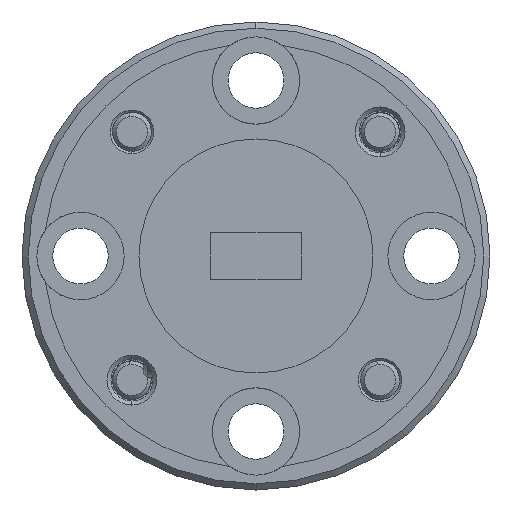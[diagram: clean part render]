
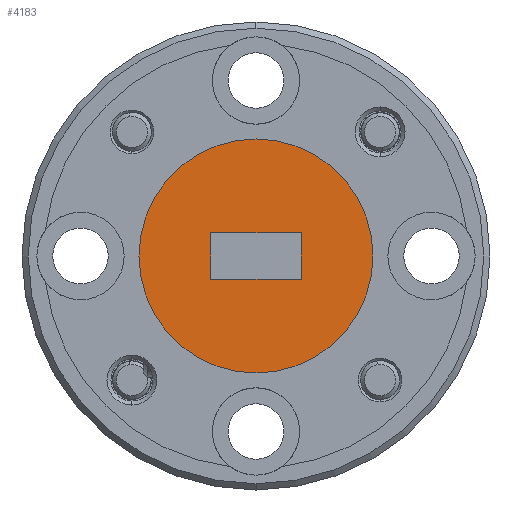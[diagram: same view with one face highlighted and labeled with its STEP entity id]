
A CAD part, left-side view. The second image highlights one B-rep face of the part: STEP entity #4183.
In plain terms, the highlighted planar face has unit normal (-1, 0, 0).
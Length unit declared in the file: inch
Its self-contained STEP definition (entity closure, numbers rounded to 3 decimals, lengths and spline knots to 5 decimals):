
#25 = EDGE_CURVE ( 'NONE', #5001, #3940, #2284, .T. ) ;
#161 = DIRECTION ( 'NONE',  ( -1., 0., 0. ) ) ;
#203 = VECTOR ( 'NONE', #10384, 39.37008 ) ;
#320 = VERTEX_POINT ( 'NONE', #10353 ) ;
#747 = LINE ( 'NONE', #799, #203 ) ;
#799 = CARTESIAN_POINT ( 'NONE',  ( 0.10253, 0.36142, 0.78087 ) ) ;
#1121 = CARTESIAN_POINT ( 'NONE',  ( 0.10253, 0.66392, 1.19287 ) ) ;
#1259 = CARTESIAN_POINT ( 'NONE',  ( 0.10253, 0.28892, 0.81787 ) ) ;
#1469 = ORIENTED_EDGE ( 'NONE', *, *, #3202, .T. ) ;
#1523 = ORIENTED_EDGE ( 'NONE', *, *, #5895, .T. ) ;
#1594 = CIRCLE ( 'NONE', #8881, 0.1875 ) ;
#1600 = VERTEX_POINT ( 'NONE', #8411 ) ;
#1641 = DIRECTION ( 'NONE',  ( 0., 0., -1. ) ) ;
#1703 = EDGE_CURVE ( 'NONE', #3940, #5001, #1594, .T. ) ;
#2059 = PLANE ( 'NONE',  #3214 ) ;
#2284 = CIRCLE ( 'NONE', #10407, 0.1875 ) ;
#2302 = CARTESIAN_POINT ( 'NONE',  ( 0.10253, 0.36142, 0.85487 ) ) ;
#2431 = CARTESIAN_POINT ( 'NONE',  ( 0.10253, 0.36142, 0.78087 ) ) ;
#3103 = DIRECTION ( 'NONE',  ( 0., -1., 0. ) ) ;
#3202 = EDGE_CURVE ( 'NONE', #1600, #8171, #8093, .T. ) ;
#3214 = AXIS2_PLACEMENT_3D ( 'NONE', #1121, #10116, #8467 ) ;
#3437 = VECTOR ( 'NONE', #1641, 39.37008 ) ;
#3592 = DIRECTION ( 'NONE',  ( -1., 0., 0. ) ) ;
#3622 = CARTESIAN_POINT ( 'NONE',  ( 0.10253, 0.21642, 0.78087 ) ) ;
#3635 = ORIENTED_EDGE ( 'NONE', *, *, #6808, .T. ) ;
#3795 = EDGE_LOOP ( 'NONE', ( #9873, #8776 ) ) ;
#3940 = VERTEX_POINT ( 'NONE', #8053 ) ;
#4014 = LINE ( 'NONE', #2431, #6213 ) ;
#4183 = ADVANCED_FACE ( 'NONE', ( #5129, #5177 ), #2059, .F. ) ;
#4532 = DIRECTION ( 'NONE',  ( 0., 0., 1. ) ) ;
#5001 = VERTEX_POINT ( 'NONE', #10165 ) ;
#5047 = CARTESIAN_POINT ( 'NONE',  ( 0.10253, 0.28892, 0.81787 ) ) ;
#5129 = FACE_OUTER_BOUND ( 'NONE', #3795, .T. ) ;
#5177 = FACE_BOUND ( 'NONE', #6708, .T. ) ;
#5482 = LINE ( 'NONE', #2302, #9946 ) ;
#5895 = EDGE_CURVE ( 'NONE', #7414, #320, #747, .T. ) ;
#6035 = CARTESIAN_POINT ( 'NONE',  ( 0.10253, 0.36142, 0.78087 ) ) ;
#6213 = VECTOR ( 'NONE', #7242, 39.37008 ) ;
#6708 = EDGE_LOOP ( 'NONE', ( #3635, #1469, #8655, #1523 ) ) ;
#6808 = EDGE_CURVE ( 'NONE', #320, #1600, #5482, .T. ) ;
#7242 = DIRECTION ( 'NONE',  ( 0., -1., 0. ) ) ;
#7414 = VERTEX_POINT ( 'NONE', #6035 ) ;
#7487 = DIRECTION ( 'NONE',  ( 0., 0., 1. ) ) ;
#8053 = CARTESIAN_POINT ( 'NONE',  ( 0.10253, 0.28892, 0.63037 ) ) ;
#8093 = LINE ( 'NONE', #9237, #3437 ) ;
#8171 = VERTEX_POINT ( 'NONE', #3622 ) ;
#8411 = CARTESIAN_POINT ( 'NONE',  ( 0.10253, 0.21642, 0.85487 ) ) ;
#8467 = DIRECTION ( 'NONE',  ( 0., 0., -1. ) ) ;
#8655 = ORIENTED_EDGE ( 'NONE', *, *, #9770, .F. ) ;
#8776 = ORIENTED_EDGE ( 'NONE', *, *, #1703, .T. ) ;
#8881 = AXIS2_PLACEMENT_3D ( 'NONE', #1259, #3592, #4532 ) ;
#9237 = CARTESIAN_POINT ( 'NONE',  ( 0.10253, 0.21642, 0.85487 ) ) ;
#9770 = EDGE_CURVE ( 'NONE', #7414, #8171, #4014, .T. ) ;
#9873 = ORIENTED_EDGE ( 'NONE', *, *, #25, .T. ) ;
#9946 = VECTOR ( 'NONE', #3103, 39.37008 ) ;
#10116 = DIRECTION ( 'NONE',  ( 1., 0., 0. ) ) ;
#10165 = CARTESIAN_POINT ( 'NONE',  ( 0.10253, 0.28892, 1.00537 ) ) ;
#10353 = CARTESIAN_POINT ( 'NONE',  ( 0.10253, 0.36142, 0.85487 ) ) ;
#10384 = DIRECTION ( 'NONE',  ( 0., 0., 1. ) ) ;
#10407 = AXIS2_PLACEMENT_3D ( 'NONE', #5047, #161, #7487 ) ;
